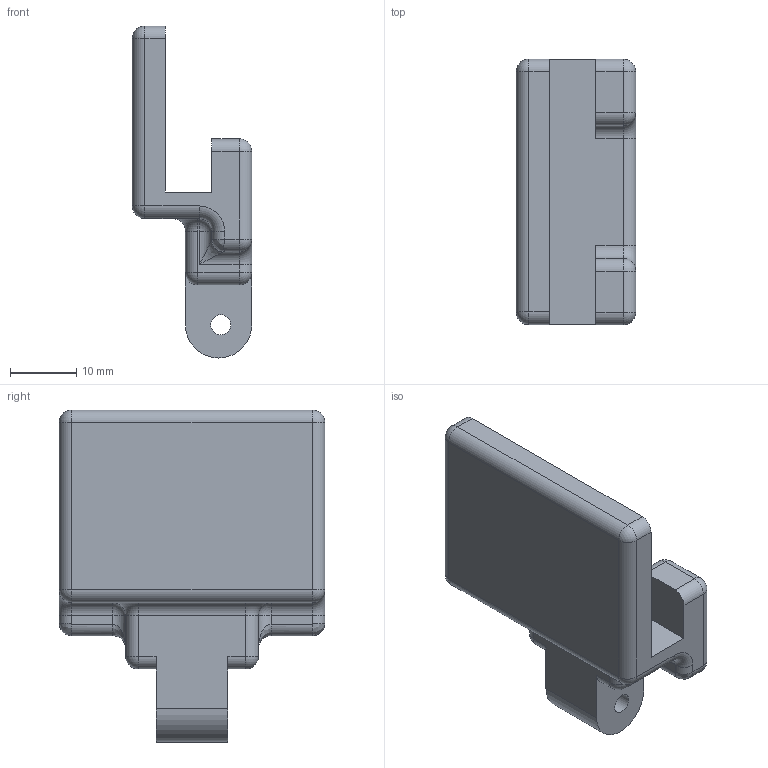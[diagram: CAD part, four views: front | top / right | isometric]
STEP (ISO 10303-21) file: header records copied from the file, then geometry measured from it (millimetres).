
FILE_DESCRIPTION(('FreeCAD Model'),'2;1');
FILE_NAME( 'Soporte 7mm.step', '2020-12-06T18:38:31',('Author'),(''), 'Open CASCADE STEP processor 7.3','FreeCAD','Unknown');
FILE_SCHEMA(('AUTOMOTIVE_DESIGN { 1 0 10303 214 1 1 1 1 }'));
Length unit declared in the file: millimetre
Products named in the file (1): Soporte_7mm
Bounding box: 18 x 40 x 50 mm (x, y, z)
Volume: 12198.2 mm3; surface area: 5547.1 mm2
Topology: 1 solids, 1 shells, 103 faces, 255 edges, 134 vertices
Faces by surface type: cylinder 50, plane 25, sphere 16, torus 8, bspline 4
Full cylindrical faces by diameter (mm): 3 x1
Entity records: 6322 total; most frequent: CARTESIAN_POINT 1653, DIRECTION 868, ORIENTED_EDGE 470, PCURVE 470, DEFINITIONAL_REPRESENTATION 470, LINE 455, VECTOR 455, EDGE_CURVE 235
